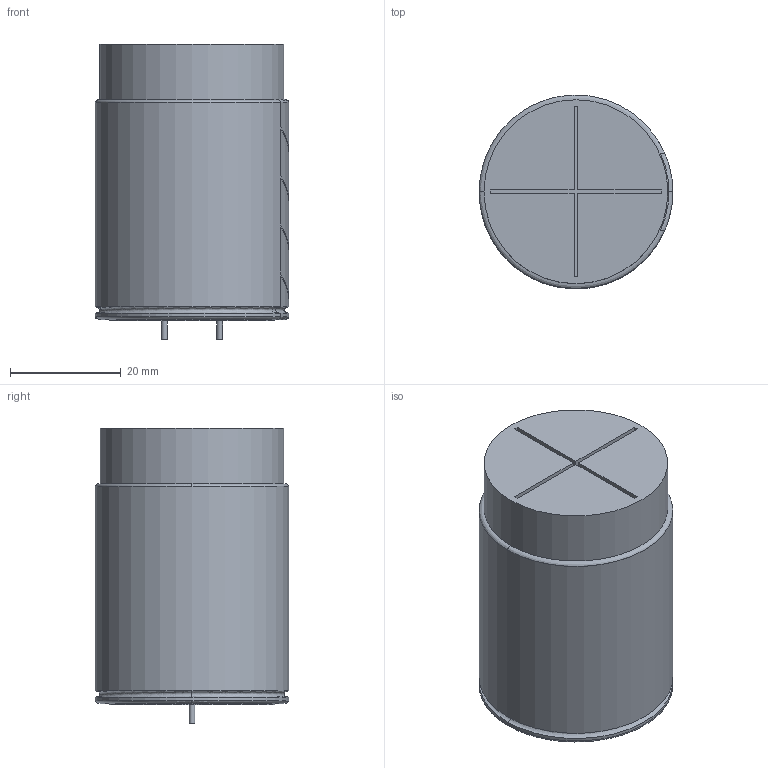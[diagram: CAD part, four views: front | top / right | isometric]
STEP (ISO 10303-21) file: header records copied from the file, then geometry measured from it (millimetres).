
FILE_DESCRIPTION(/* description */ (''),/* implementation_level */ '2;1');
FILE_NAME(/* name */ 'Al-Radial-Can-D35H50P10.step',/* time_stamp */ '2020-12-16T23:33:46-08:00',/* author */ (''),/* organization */ (''),/* preprocessor_version */ 'ST-DEVELOPER v18.1',/* originating_system */ 'Autodesk Translation Framework v9.7.1.1290',/* authorisation */ '');
FILE_SCHEMA (('AUTOMOTIVE_DESIGN { 1 0 10303 214 3 1 1 }'));
Length unit declared in the file: millimetre
Products named in the file (1): Al-Radial-Can-D35H50P10
Bounding box: 35.02 x 34.99 x 53.43 mm (x, y, z)
Volume: 46545.3 mm3; surface area: 8734 mm2
Topology: 1 solids, 1 shells, 99 faces, 254 edges, 169 vertices
Faces by surface type: plane 57, cylinder 21, bspline 20, cone 1
Full cylindrical faces by diameter (mm): 1.05 x2, 33.25 x1, 35 x1
Entity records: 4590 total; most frequent: CARTESIAN_POINT 2095, ORIENTED_EDGE 508, DIRECTION 471, EDGE_CURVE 254, VERTEX_POINT 169, AXIS2_PLACEMENT_3D 165, LINE 141, VECTOR 141
